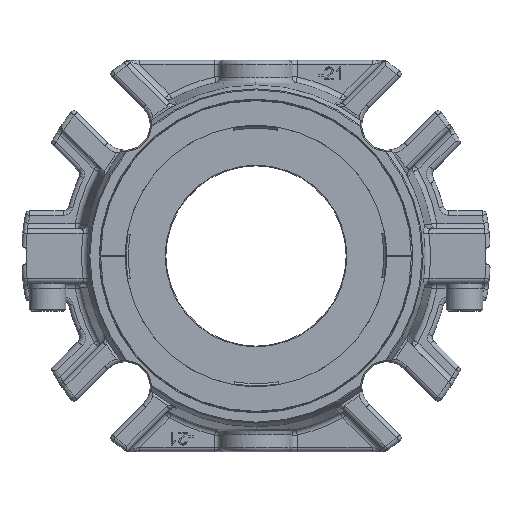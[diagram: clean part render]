
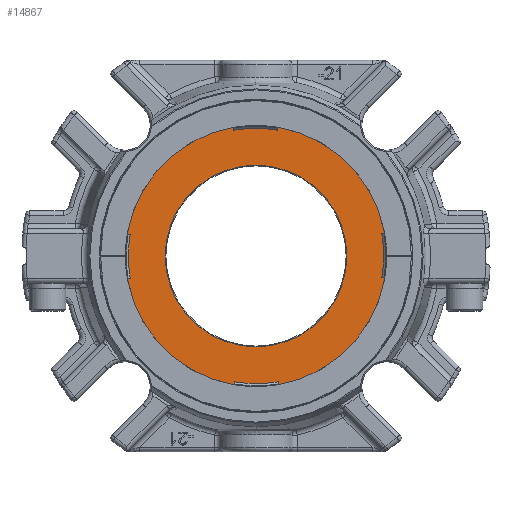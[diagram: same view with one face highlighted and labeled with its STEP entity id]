
A CAD part, front view. The second image highlights one B-rep face of the part: STEP entity #14867.
In plain terms, the highlighted planar face has unit normal (0, -1, 0).
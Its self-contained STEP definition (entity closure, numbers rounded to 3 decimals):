
#1506=LINE('',#24185,#2230);
#1507=LINE('',#24187,#2231);
#1570=LINE('',#24657,#2294);
#1571=LINE('',#24659,#2295);
#1572=LINE('',#24661,#2296);
#1573=LINE('',#24663,#2297);
#1574=LINE('',#24665,#2298);
#1575=LINE('',#24667,#2299);
#2230=VECTOR('',#18311,1000.);
#2231=VECTOR('',#18314,1000.);
#2294=VECTOR('',#18517,1000.);
#2295=VECTOR('',#18520,1000.);
#2296=VECTOR('',#18523,1000.);
#2297=VECTOR('',#18526,1000.);
#2298=VECTOR('',#18529,1000.);
#2299=VECTOR('',#18532,1000.);
#7027=ORIENTED_EDGE('',*,*,#7967,.F.);
#7028=ORIENTED_EDGE('',*,*,#7664,.F.);
#7029=ORIENTED_EDGE('',*,*,#7966,.F.);
#7030=ORIENTED_EDGE('',*,*,#7961,.T.);
#7031=ORIENTED_EDGE('',*,*,#8098,.F.);
#7032=ORIENTED_EDGE('',*,*,#8066,.F.);
#7033=ORIENTED_EDGE('',*,*,#8101,.F.);
#7034=ORIENTED_EDGE('',*,*,#8085,.T.);
#7035=ORIENTED_EDGE('',*,*,#8096,.F.);
#7036=ORIENTED_EDGE('',*,*,#8094,.F.);
#7037=ORIENTED_EDGE('',*,*,#8097,.F.);
#7038=ORIENTED_EDGE('',*,*,#8081,.T.);
#7039=ORIENTED_EDGE('',*,*,#8100,.F.);
#7040=ORIENTED_EDGE('',*,*,#8069,.F.);
#7041=ORIENTED_EDGE('',*,*,#8099,.F.);
#7042=ORIENTED_EDGE('',*,*,#7964,.T.);
#7043=ORIENTED_EDGE('',*,*,#9327,.F.);
#7664=EDGE_CURVE('',#9701,#9702,#10989,.F.);
#7961=EDGE_CURVE('',#9891,#9890,#11108,.T.);
#7964=EDGE_CURVE('',#9893,#9892,#11109,.T.);
#7966=EDGE_CURVE('',#9891,#9701,#1506,.T.);
#7967=EDGE_CURVE('',#9702,#9892,#1507,.T.);
#8066=EDGE_CURVE('',#9952,#9953,#11131,.F.);
#8069=EDGE_CURVE('',#9955,#9956,#11132,.F.);
#8081=EDGE_CURVE('',#9963,#9962,#11137,.T.);
#8085=EDGE_CURVE('',#9967,#9966,#11139,.T.);
#8094=EDGE_CURVE('',#9972,#9973,#11142,.F.);
#8096=EDGE_CURVE('',#9973,#9966,#1570,.T.);
#8097=EDGE_CURVE('',#9963,#9972,#1571,.T.);
#8098=EDGE_CURVE('',#9953,#9890,#1572,.T.);
#8099=EDGE_CURVE('',#9893,#9955,#1573,.T.);
#8100=EDGE_CURVE('',#9956,#9962,#1574,.T.);
#8101=EDGE_CURVE('',#9967,#9952,#1575,.T.);
#9327=EDGE_CURVE('',#10695,#10695,#11697,.T.);
#9701=VERTEX_POINT('',#23095);
#9702=VERTEX_POINT('',#23096);
#9890=VERTEX_POINT('',#24175);
#9891=VERTEX_POINT('',#24177);
#9892=VERTEX_POINT('',#24180);
#9893=VERTEX_POINT('',#24182);
#9952=VERTEX_POINT('',#24597);
#9953=VERTEX_POINT('',#24599);
#9955=VERTEX_POINT('',#24604);
#9956=VERTEX_POINT('',#24606);
#9962=VERTEX_POINT('',#24626);
#9963=VERTEX_POINT('',#24628);
#9966=VERTEX_POINT('',#24634);
#9967=VERTEX_POINT('',#24636);
#9972=VERTEX_POINT('',#24652);
#9973=VERTEX_POINT('',#24654);
#10695=VERTEX_POINT('',#29552);
#10989=CIRCLE('',#15348,44.285);
#11108=CIRCLE('',#15564,46.038);
#11109=CIRCLE('',#15565,46.038);
#11131=CIRCLE('',#15618,44.285);
#11132=CIRCLE('',#15620,44.285);
#11137=CIRCLE('',#15628,46.038);
#11139=CIRCLE('',#15630,46.038);
#11142=CIRCLE('',#15636,44.285);
#11697=CIRCLE('',#16693,32.004);
#12692=EDGE_LOOP('',(#7027,#7028,#7029,#7030,#7031,#7032,#7033,#7034,#7035,
#7036,#7037,#7038,#7039,#7040,#7041,#7042));
#12693=EDGE_LOOP('',(#7043));
#13698=FACE_BOUND('',#12692,.T.);
#13699=FACE_BOUND('',#12693,.T.);
#13940=PLANE('',#16695);
#14867=ADVANCED_FACE('',(#13698,#13699),#13940,.F.);
#15348=AXIS2_PLACEMENT_3D('',#23094,#17789,#17790);
#15564=AXIS2_PLACEMENT_3D('',#24176,#18302,#18303);
#15565=AXIS2_PLACEMENT_3D('',#24181,#18306,#18307);
#15618=AXIS2_PLACEMENT_3D('',#24598,#18459,#18460);
#15620=AXIS2_PLACEMENT_3D('',#24605,#18465,#18466);
#15628=AXIS2_PLACEMENT_3D('',#24627,#18488,#18489);
#15630=AXIS2_PLACEMENT_3D('',#24635,#18494,#18495);
#15636=AXIS2_PLACEMENT_3D('',#24653,#18512,#18513);
#16693=AXIS2_PLACEMENT_3D('',#29551,#20997,#20998);
#16695=AXIS2_PLACEMENT_3D('',#29555,#21001,#21002);
#17789=DIRECTION('',(0.,-1.,0.));
#17790=DIRECTION('',(0.,0.,-1.));
#18302=DIRECTION('',(0.,-1.,0.));
#18303=DIRECTION('',(1.,0.,0.));
#18306=DIRECTION('',(0.,-1.,0.));
#18307=DIRECTION('',(1.,0.,0.));
#18311=DIRECTION('',(0.174,0.,-0.985));
#18314=DIRECTION('',(0.174,0.,0.985));
#18459=DIRECTION('',(0.,-1.,0.));
#18460=DIRECTION('',(0.,0.,-1.));
#18465=DIRECTION('',(0.,-1.,0.));
#18466=DIRECTION('',(0.,0.,-1.));
#18488=DIRECTION('',(0.,-1.,0.));
#18489=DIRECTION('',(1.,0.,0.));
#18494=DIRECTION('',(0.,-1.,0.));
#18495=DIRECTION('',(1.,0.,0.));
#18512=DIRECTION('',(0.,-1.,0.));
#18513=DIRECTION('',(0.,0.,-1.));
#18517=DIRECTION('',(-0.174,0.,-0.985));
#18520=DIRECTION('',(-0.174,0.,0.985));
#18523=DIRECTION('',(-0.985,0.,0.174));
#18526=DIRECTION('',(-0.985,0.,-0.174));
#18529=DIRECTION('',(0.985,0.,-0.174));
#18532=DIRECTION('',(0.985,0.,0.174));
#20997=DIRECTION('',(0.,-1.,0.));
#20998=DIRECTION('',(0.,0.,-1.));
#21001=DIRECTION('',(0.,1.,0.));
#21002=DIRECTION('',(-1.,0.,0.));
#23094=CARTESIAN_POINT('',(-0.113,-25.248,0.71));
#23095=CARTESIAN_POINT('',(-7.803,-25.248,44.322));
#23096=CARTESIAN_POINT('',(7.577,-25.248,44.322));
#24175=CARTESIAN_POINT('',(-45.378,-25.248,7.763));
#24176=CARTESIAN_POINT('',(0.,-25.248,0.));
#24177=CARTESIAN_POINT('',(-7.983,-25.248,45.34));
#24180=CARTESIAN_POINT('',(7.763,-25.248,45.378));
#24181=CARTESIAN_POINT('',(0.,-25.248,0.));
#24182=CARTESIAN_POINT('',(45.34,-25.248,7.983));
#24185=CARTESIAN_POINT('',(-0.113,-25.248,0.71));
#24187=CARTESIAN_POINT('',(-0.113,-25.248,0.71));
#24597=CARTESIAN_POINT('',(-44.322,-25.248,-7.803));
#24598=CARTESIAN_POINT('',(-0.71,-25.248,-0.113));
#24599=CARTESIAN_POINT('',(-44.322,-25.248,7.577));
#24604=CARTESIAN_POINT('',(44.322,-25.248,7.803));
#24605=CARTESIAN_POINT('',(0.71,-25.248,0.113));
#24606=CARTESIAN_POINT('',(44.322,-25.248,-7.577));
#24626=CARTESIAN_POINT('',(45.378,-25.248,-7.763));
#24627=CARTESIAN_POINT('',(0.,-25.248,0.));
#24628=CARTESIAN_POINT('',(7.983,-25.248,-45.34));
#24634=CARTESIAN_POINT('',(-7.763,-25.248,-45.378));
#24635=CARTESIAN_POINT('',(0.,-25.248,0.));
#24636=CARTESIAN_POINT('',(-45.34,-25.248,-7.983));
#24652=CARTESIAN_POINT('',(7.803,-25.248,-44.322));
#24653=CARTESIAN_POINT('',(0.113,-25.248,-0.71));
#24654=CARTESIAN_POINT('',(-7.577,-25.248,-44.322));
#24657=CARTESIAN_POINT('',(0.113,-25.248,-0.71));
#24659=CARTESIAN_POINT('',(0.113,-25.248,-0.71));
#24661=CARTESIAN_POINT('',(-0.71,-25.248,-0.113));
#24663=CARTESIAN_POINT('',(0.71,-25.248,0.113));
#24665=CARTESIAN_POINT('',(0.71,-25.248,0.113));
#24667=CARTESIAN_POINT('',(-0.71,-25.248,-0.113));
#29551=CARTESIAN_POINT('',(0.,-25.248,0.));
#29552=CARTESIAN_POINT('',(0.,-25.248,-32.004));
#29555=CARTESIAN_POINT('',(0.,-25.248,44.31));
